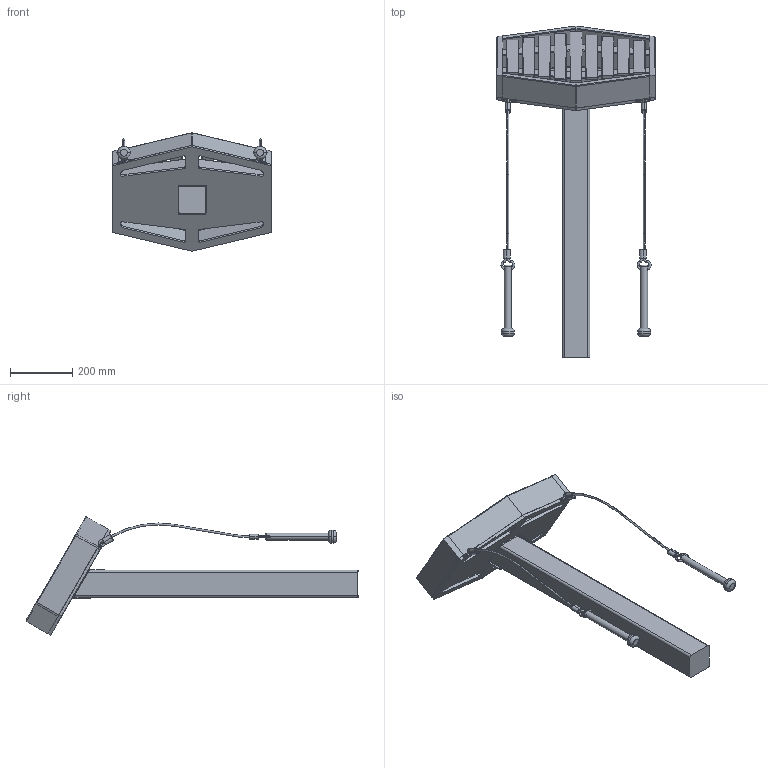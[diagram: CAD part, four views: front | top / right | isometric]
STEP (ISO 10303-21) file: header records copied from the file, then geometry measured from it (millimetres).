
FILE_DESCRIPTION (( 'STEP AP214' ), '1' );
FILE_NAME ('RHYT-3D-STEP.STEP', '2020-01-15T19:11:25', ( '' ), ( '' ), 'SwSTEP 2.0', 'SolidWorks 2019', '' );
FILE_SCHEMA (( 'AUTOMOTIVE_DESIGN' ));
Length unit declared in the file: inch
Products named in the file (30): RHYT-3D-STEP; RHYT-FRAME-3_RHYT-FRAME-3; FHP-RG-SS_FHP-RG-SS; MalletAssembly_MA-80BLK-30; RHYT-BAR_RHYT-BAR-4; RHYT-BAR_RHYT-BAR-9; 7132K573_2in; RHYT-FRAME-5_RHYT-FRAME-5; .25Cable_30in; RHYT-BACK_RHYT-BACK; RHYT-BAR_RHYT-BAR-3; RHYT-BAR_RHYT-BAR-8; RHYT-BAR_RHYT-BAR-7; RHYT-BAR_RHYT-BAR-1; HLSTR-SM-SS_HLSTR-SM-SS; RHYT-FRAME-1_RHYT-FRAME-1; MoldedMallet-Standard_80BLK; POST-REC-SIGN_POST-REC-36-DEG30-SIGN; 8N50UFT4_8N50UFT4; MoldedMallet-Standard_Mallet; RHYT-FRAME-4_RHYT-FRAME-4; RHYT-FRAME-2_RHYT-FRAME-2; MoldedMallet-Standard_NylonRod; RHYT-BAR_RHYT-BAR-6; RHYT-BAR_RHYT-BAR-5; 03-01-86-3014; RHYT-BAR_RHYT-BAR-2; POST-REC_POST-REC-36-DEG30
Assembly tree (49 placements, depth 4):
  RHYT-3D-STEP
    RHYT-BACK_RHYT-BACK
    RHYT-FRAME-1_RHYT-FRAME-1  x2
    RHYT-FRAME-2_RHYT-FRAME-2  x2
    RHYT-FRAME-3_RHYT-FRAME-3  x2
    RHYT-FRAME-4_RHYT-FRAME-4  x4
    RHYT-FRAME-5_RHYT-FRAME-5  x2
    RHYT-BAR_RHYT-BAR-8
    RHYT-BAR_RHYT-BAR-6
    RHYT-BAR_RHYT-BAR-4
    RHYT-BAR_RHYT-BAR-2
    RHYT-BAR_RHYT-BAR-1
    RHYT-BAR_RHYT-BAR-3
    RHYT-BAR_RHYT-BAR-5
    RHYT-BAR_RHYT-BAR-7
    RHYT-BAR_RHYT-BAR-9
    MalletAssembly_MA-80BLK-30
      MoldedMallet-Standard_80BLK
        MoldedMallet-Standard_Mallet
        MoldedMallet-Standard_NylonRod
      03-01-86-3014  x2
      7132K573_2in  x2
      .25Cable_30in
    MalletAssembly_MA-80BLK-30
      MoldedMallet-Standard_80BLK
        MoldedMallet-Standard_Mallet
        MoldedMallet-Standard_NylonRod
      03-01-86-3014  x2
      7132K573_2in  x2
      .25Cable_30in
    FHP-RG-SS_FHP-RG-SS  x2
    HLSTR-SM-SS_HLSTR-SM-SS
    8N50UFT4_8N50UFT4  x4
    POST-REC-SIGN_POST-REC-36-DEG30-SIGN
      POST-REC_POST-REC-36-DEG30
Bounding box: 508 x 1066.72 x 380.51 mm (x, y, z)
Volume: 13855733.1 mm3; surface area: 1551848.3 mm2
Topology: 44 solids, 44 shells, 1175 faces, 2967 edges, 1852 vertices
Faces by surface type: cylinder 534, plane 311, cone 172, torus 72, bspline 70, sphere 16
Entity records: 29556 total; most frequent: CARTESIAN_POINT 10959, ORIENTED_EDGE 3660, DIRECTION 3313, EDGE_CURVE 1830, AXIS2_PLACEMENT_3D 1234, VERTEX_POINT 1155, VECTOR 845, LINE 845
